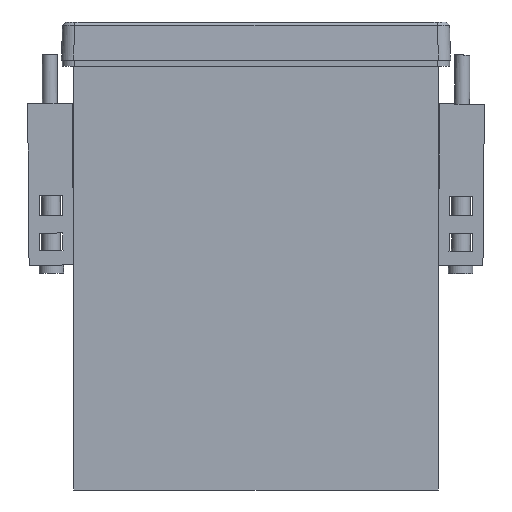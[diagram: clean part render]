
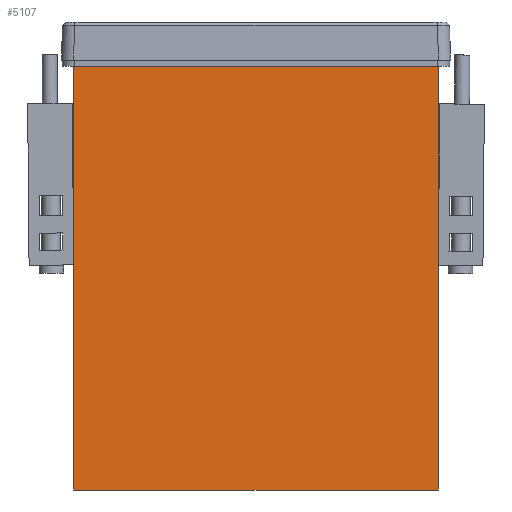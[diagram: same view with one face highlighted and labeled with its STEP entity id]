
A CAD part, front view. The second image highlights one B-rep face of the part: STEP entity #5107.
In plain terms, the highlighted face is planar.
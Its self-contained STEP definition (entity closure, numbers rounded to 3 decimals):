
#734=LINE('',#13437,#1159);
#737=LINE('',#13443,#1162);
#738=LINE('',#13445,#1163);
#739=LINE('',#13446,#1164);
#1159=VECTOR('',#6689,10.);
#1162=VECTOR('',#6694,5.6);
#1163=VECTOR('',#6695,5.6);
#1164=VECTOR('',#6696,90.);
#1515=FACE_OUTER_BOUND('',#1819,.T.);
#1819=EDGE_LOOP('',(#4440,#4441,#4442,#4443));
#2401=VERTEX_POINT('',#13434);
#2402=VERTEX_POINT('',#13436);
#2404=VERTEX_POINT('',#13442);
#2405=VERTEX_POINT('',#13444);
#3097=EDGE_CURVE('',#2401,#2402,#734,.T.);
#3100=EDGE_CURVE('',#2402,#2404,#737,.T.);
#3101=EDGE_CURVE('',#2401,#2405,#738,.T.);
#3102=EDGE_CURVE('',#2404,#2405,#739,.F.);
#4440=ORIENTED_EDGE('',*,*,#3100,.F.);
#4441=ORIENTED_EDGE('',*,*,#3097,.F.);
#4442=ORIENTED_EDGE('',*,*,#3101,.T.);
#4443=ORIENTED_EDGE('',*,*,#3102,.F.);
#4827=PLANE('',#5587);
#5107=ADVANCED_FACE('',(#1515),#4827,.F.);
#5587=AXIS2_PLACEMENT_3D('',#13441,#6692,#6693);
#6689=DIRECTION('',(0.,1.,0.));
#6692=DIRECTION('center_axis',(0.,0.,-1.));
#6693=DIRECTION('ref_axis',(0.,1.,0.));
#6694=DIRECTION('',(1.,0.,0.));
#6695=DIRECTION('',(1.,0.,0.));
#6696=DIRECTION('',(0.,1.,0.));
#13434=CARTESIAN_POINT('',(-108.7,-45.,21.));
#13436=CARTESIAN_POINT('',(-108.7,45.,21.));
#13437=CARTESIAN_POINT('',(-108.7,-45.,21.));
#13441=CARTESIAN_POINT('Origin',(0.,-45.,21.));
#13442=CARTESIAN_POINT('',(5.6,45.,21.));
#13443=CARTESIAN_POINT('',(2.8,45.,21.));
#13444=CARTESIAN_POINT('',(5.6,-45.,21.));
#13445=CARTESIAN_POINT('',(2.8,-45.,21.));
#13446=CARTESIAN_POINT('',(5.6,0.,21.));
